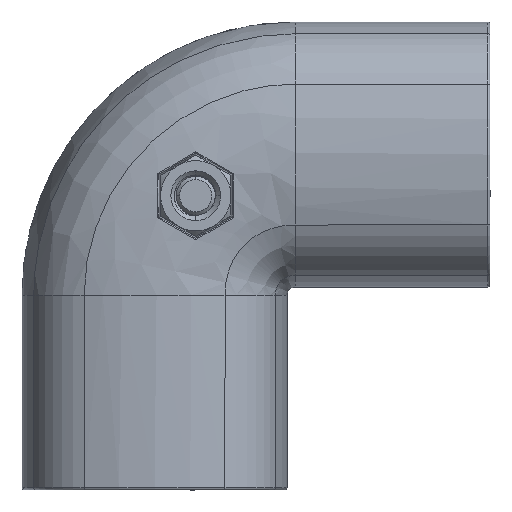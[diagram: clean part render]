
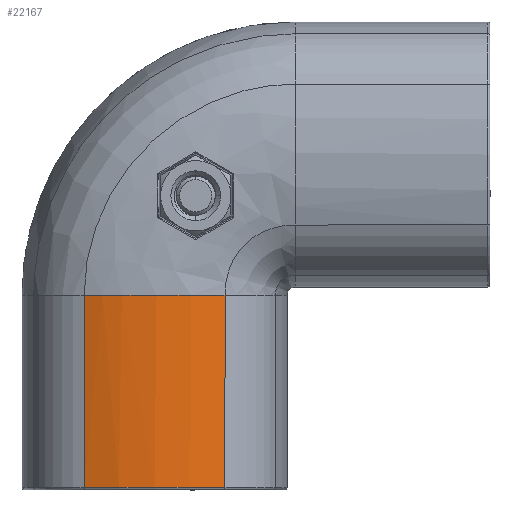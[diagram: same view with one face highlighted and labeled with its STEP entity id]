
A CAD part, left-side view. The second image highlights one B-rep face of the part: STEP entity #22167.
In plain terms, the highlighted cylindrical face has radius 40 mm (diameter 80 mm), a partial arc.
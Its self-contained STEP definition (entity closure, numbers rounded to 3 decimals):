
#2080 = CARTESIAN_POINT ( 'NONE',  ( -22.321, 13.022, 36. ) ) ;
#2271 = CARTESIAN_POINT ( 'NONE',  ( -24.5, -2.211, 36. ) ) ;
#2855 = CARTESIAN_POINT ( 'NONE',  ( -23.587, 8.782, 36. ) ) ;
#5906 = DIRECTION ( 'NONE',  ( 0., 0., -1. ) ) ;
#6539 = VERTEX_POINT ( 'NONE', #6577 ) ;
#6577 = CARTESIAN_POINT ( 'NONE',  ( -22.321, -13.021, 0.5 ) ) ;
#8023 = EDGE_CURVE ( 'NONE', #34456, #6539, #20127, .T. ) ;
#8142 = EDGE_CURVE ( 'NONE', #34456, #14414, #15793, .T. ) ;
#8299 = CARTESIAN_POINT ( 'NONE',  ( -24.316, 4.421, 36. ) ) ;
#9353 = EDGE_CURVE ( 'NONE', #6539, #33313, #9582, .T. ) ;
#9582 = CIRCLE ( 'NONE', #36596, 40. ) ;
#10538 = CARTESIAN_POINT ( 'NONE',  ( -22.321, -13.022, 12.333 ) ) ;
#11311 = CARTESIAN_POINT ( 'NONE',  ( -24.5, 2.21, 36. ) ) ;
#11781 = CARTESIAN_POINT ( 'NONE',  ( -22.321, 13.022, 36. ) ) ;
#12197 = CARTESIAN_POINT ( 'NONE',  ( -22.321, 13.022, 12.333 ) ) ;
#12508 = CARTESIAN_POINT ( 'NONE',  ( -22.321, -13.023, 36. ) ) ;
#12509 = B_SPLINE_CURVE_WITH_KNOTS ( 'NONE', 3,
 ( #11781, #15618, #12197, #27509 ),
 .UNSPECIFIED., .F., .F.,
 ( 4, 4 ),
 ( 0., 1. ),
 .UNSPECIFIED. ) ;
#12955 = DIRECTION ( 'NONE',  ( -0.946, -0.326, 0. ) ) ;
#13998 = ORIENTED_EDGE ( 'NONE', *, *, #32130, .T. ) ;
#14042 = EDGE_LOOP ( 'NONE', ( #23341, #14285, #13998, #25208 ) ) ;
#14285 = ORIENTED_EDGE ( 'NONE', *, *, #8142, .T. ) ;
#14414 = VERTEX_POINT ( 'NONE', #38850 ) ;
#15618 = CARTESIAN_POINT ( 'NONE',  ( -22.321, 13.022, 24.166 ) ) ;
#15793 = B_SPLINE_CURVE_WITH_KNOTS ( 'NONE', 3,
 ( #36676, #29829, #18151, #20589, #2271, #11311, #8299, #2855, #33640, #2080 ),
 .UNSPECIFIED., .F., .F.,
 ( 4, 2, 2, 2, 4 ),
 ( 0., 0.25, 0.5, 0.75, 1. ),
 .UNSPECIFIED. ) ;
#16578 = AXIS2_PLACEMENT_3D ( 'NONE', #39262, #20368, #20765 ) ;
#18151 = CARTESIAN_POINT ( 'NONE',  ( -23.587, -8.782, 36. ) ) ;
#20127 = B_SPLINE_CURVE_WITH_KNOTS ( 'NONE', 3,
 ( #23218, #26231, #10538, #34909 ),
 .UNSPECIFIED., .F., .F.,
 ( 4, 4 ),
 ( 0., 1. ),
 .UNSPECIFIED. ) ;
#20368 = DIRECTION ( 'NONE',  ( 0., 0., -1. ) ) ;
#20589 = CARTESIAN_POINT ( 'NONE',  ( -24.316, -4.422, 36. ) ) ;
#20765 = DIRECTION ( 'NONE',  ( 0., -1., 0. ) ) ;
#22167 = ADVANCED_FACE ( 'NONE', ( #38475 ), #32461, .T. ) ;
#23218 = CARTESIAN_POINT ( 'NONE',  ( -22.321, -13.023, 36. ) ) ;
#23341 = ORIENTED_EDGE ( 'NONE', *, *, #8023, .F. ) ;
#25208 = ORIENTED_EDGE ( 'NONE', *, *, #9353, .F. ) ;
#26231 = CARTESIAN_POINT ( 'NONE',  ( -22.321, -13.022, 24.167 ) ) ;
#27509 = CARTESIAN_POINT ( 'NONE',  ( -22.321, 13.021, 0.5 ) ) ;
#29829 = CARTESIAN_POINT ( 'NONE',  ( -23.04, -10.932, 36. ) ) ;
#32130 = EDGE_CURVE ( 'NONE', #14414, #33313, #12509, .T. ) ;
#32141 = CARTESIAN_POINT ( 'NONE',  ( -22.321, 13.021, 0.5 ) ) ;
#32461 = CYLINDRICAL_SURFACE ( 'NONE', #16578, 40. ) ;
#33313 = VERTEX_POINT ( 'NONE', #32141 ) ;
#33487 = CARTESIAN_POINT ( 'NONE',  ( 15.5, 0., 0.5 ) ) ;
#33640 = CARTESIAN_POINT ( 'NONE',  ( -23.041, 10.932, 36. ) ) ;
#34456 = VERTEX_POINT ( 'NONE', #12508 ) ;
#34909 = CARTESIAN_POINT ( 'NONE',  ( -22.321, -13.021, 0.5 ) ) ;
#36596 = AXIS2_PLACEMENT_3D ( 'NONE', #33487, #5906, #12955 ) ;
#36676 = CARTESIAN_POINT ( 'NONE',  ( -22.321, -13.023, 36. ) ) ;
#38475 = FACE_OUTER_BOUND ( 'NONE', #14042, .T. ) ;
#38850 = CARTESIAN_POINT ( 'NONE',  ( -22.321, 13.022, 36. ) ) ;
#39262 = CARTESIAN_POINT ( 'NONE',  ( 15.5, 0., 17.5 ) ) ;
